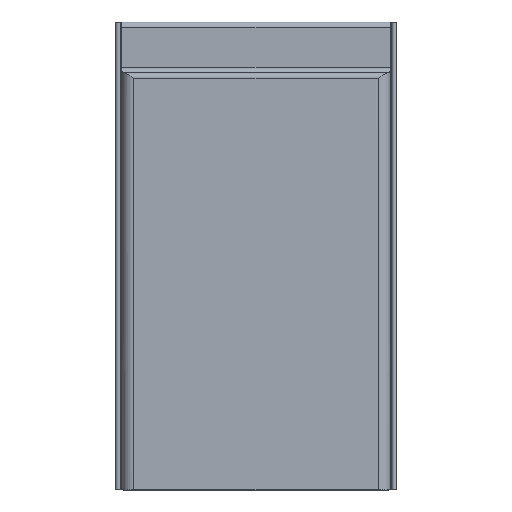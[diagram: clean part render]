
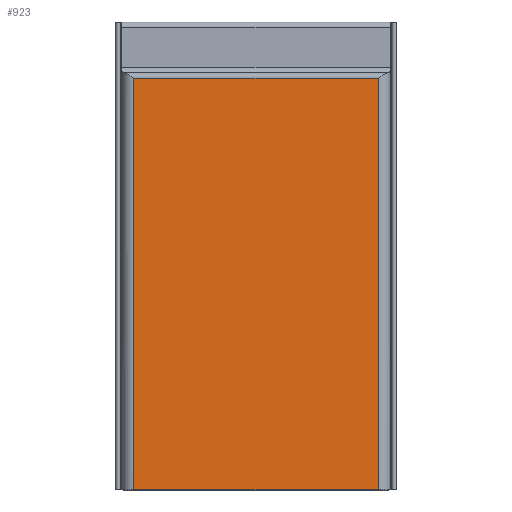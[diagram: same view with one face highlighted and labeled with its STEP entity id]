
A CAD part, top view. The second image highlights one B-rep face of the part: STEP entity #923.
In plain terms, the highlighted planar face has unit normal (0, 0, 1).
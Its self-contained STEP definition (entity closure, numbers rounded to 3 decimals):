
#7 = LINE ( 'NONE', #209, #484 ) ;
#32 = LINE ( 'NONE', #97, #820 ) ;
#69 = ORIENTED_EDGE ( 'NONE', *, *, #730, .T. ) ;
#97 = CARTESIAN_POINT ( 'NONE',  ( 18.001, 22.8, 4. ) ) ;
#101 = EDGE_CURVE ( 'NONE', #366, #168, #692, .T. ) ;
#163 = CARTESIAN_POINT ( 'NONE',  ( -15.7, 30., 4. ) ) ;
#168 = VERTEX_POINT ( 'NONE', #834 ) ;
#197 = PLANE ( 'NONE',  #350 ) ;
#209 = CARTESIAN_POINT ( 'NONE',  ( -15.7, -30., 4. ) ) ;
#248 = ORIENTED_EDGE ( 'NONE', *, *, #387, .T. ) ;
#263 = CARTESIAN_POINT ( 'NONE',  ( -15.7, 22.8, 4. ) ) ;
#265 = CARTESIAN_POINT ( 'NONE',  ( 15.7, 22.8, 4. ) ) ;
#269 = ORIENTED_EDGE ( 'NONE', *, *, #595, .T. ) ;
#272 = CARTESIAN_POINT ( 'NONE',  ( -15.7, -30., 4. ) ) ;
#294 = DIRECTION ( 'NONE',  ( -1., 0., 0. ) ) ;
#312 = DIRECTION ( 'NONE',  ( 0., -1., 0. ) ) ;
#335 = CARTESIAN_POINT ( 'NONE',  ( -15.7, 30., 4. ) ) ;
#345 = DIRECTION ( 'NONE',  ( 1., 0., 0. ) ) ;
#348 = DIRECTION ( 'NONE',  ( -1., 0., 0. ) ) ;
#350 = AXIS2_PLACEMENT_3D ( 'NONE', #335, #724, #348 ) ;
#366 = VERTEX_POINT ( 'NONE', #265 ) ;
#387 = EDGE_CURVE ( 'NONE', #934, #168, #7, .T. ) ;
#390 = CARTESIAN_POINT ( 'NONE',  ( 15.7, 30., 4. ) ) ;
#394 = DIRECTION ( 'NONE',  ( 0., -1., 0. ) ) ;
#484 = VECTOR ( 'NONE', #345, 1000. ) ;
#547 = VECTOR ( 'NONE', #312, 1000. ) ;
#590 = LINE ( 'NONE', #163, #547 ) ;
#593 = VECTOR ( 'NONE', #394, 1000. ) ;
#595 = EDGE_CURVE ( 'NONE', #366, #853, #32, .T. ) ;
#677 = EDGE_LOOP ( 'NONE', ( #921, #269, #69, #248 ) ) ;
#692 = LINE ( 'NONE', #390, #593 ) ;
#724 = DIRECTION ( 'NONE',  ( 0., 0., -1. ) ) ;
#730 = EDGE_CURVE ( 'NONE', #853, #934, #590, .T. ) ;
#732 = FACE_OUTER_BOUND ( 'NONE', #677, .T. ) ;
#820 = VECTOR ( 'NONE', #294, 1000. ) ;
#834 = CARTESIAN_POINT ( 'NONE',  ( 15.7, -30., 4. ) ) ;
#853 = VERTEX_POINT ( 'NONE', #263 ) ;
#921 = ORIENTED_EDGE ( 'NONE', *, *, #101, .F. ) ;
#923 = ADVANCED_FACE ( 'NONE', ( #732 ), #197, .F. ) ;
#934 = VERTEX_POINT ( 'NONE', #272 ) ;
